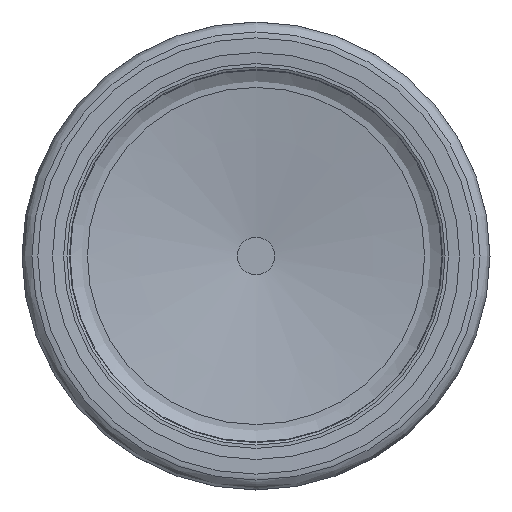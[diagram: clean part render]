
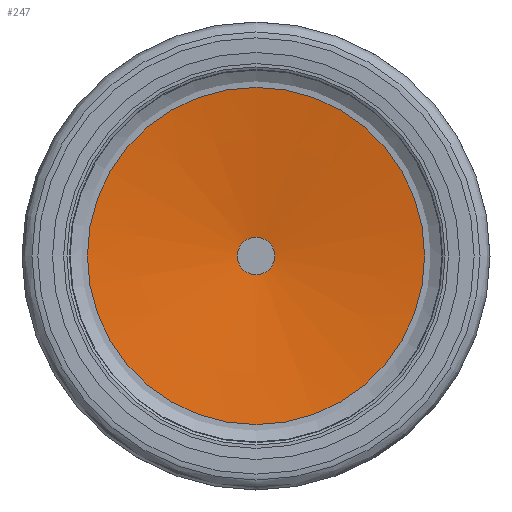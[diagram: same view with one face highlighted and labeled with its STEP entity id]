
A CAD part, left-side view. The second image highlights one B-rep face of the part: STEP entity #247.
In plain terms, the highlighted conical face has half-angle 82 degrees and reference radius 9.006 mm.
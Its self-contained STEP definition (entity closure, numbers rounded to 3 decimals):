
#221=CONICAL_SURFACE('',#669,9.006,82.);
#247=ADVANCED_FACE('',(#306,#307),#221,.F.);
#306=FACE_BOUND('',#386,.T.);
#307=FACE_BOUND('',#387,.T.);
#386=EDGE_LOOP('',(#466));
#387=EDGE_LOOP('',(#467));
#466=ORIENTED_EDGE('',*,*,#571,.F.);
#467=ORIENTED_EDGE('',*,*,#556,.T.);
#516=VERTEX_POINT('',#890);
#531=VERTEX_POINT('',#935);
#556=EDGE_CURVE('',#516,#516,#596,.T.);
#571=EDGE_CURVE('',#531,#531,#611,.T.);
#596=CIRCLE('',#637,9.006);
#611=CIRCLE('',#667,1.);
#637=AXIS2_PLACEMENT_3D('',#889,#717,#718);
#667=AXIS2_PLACEMENT_3D('',#934,#777,#778);
#669=AXIS2_PLACEMENT_3D('',#937,#781,#782);
#717=DIRECTION('',(-1.,0.,0.));
#718=DIRECTION('',(0.,0.,1.));
#777=DIRECTION('',(-1.,0.,0.));
#778=DIRECTION('',(0.,0.,1.));
#781=DIRECTION('',(-1.,0.,0.));
#782=DIRECTION('',(0.,0.,1.));
#889=CARTESIAN_POINT('',(0.569,0.,0.));
#890=CARTESIAN_POINT('',(0.569,0.,9.006));
#934=CARTESIAN_POINT('',(1.695,0.,0.));
#935=CARTESIAN_POINT('',(1.695,0.,1.));
#937=CARTESIAN_POINT('',(0.569,0.,0.));
